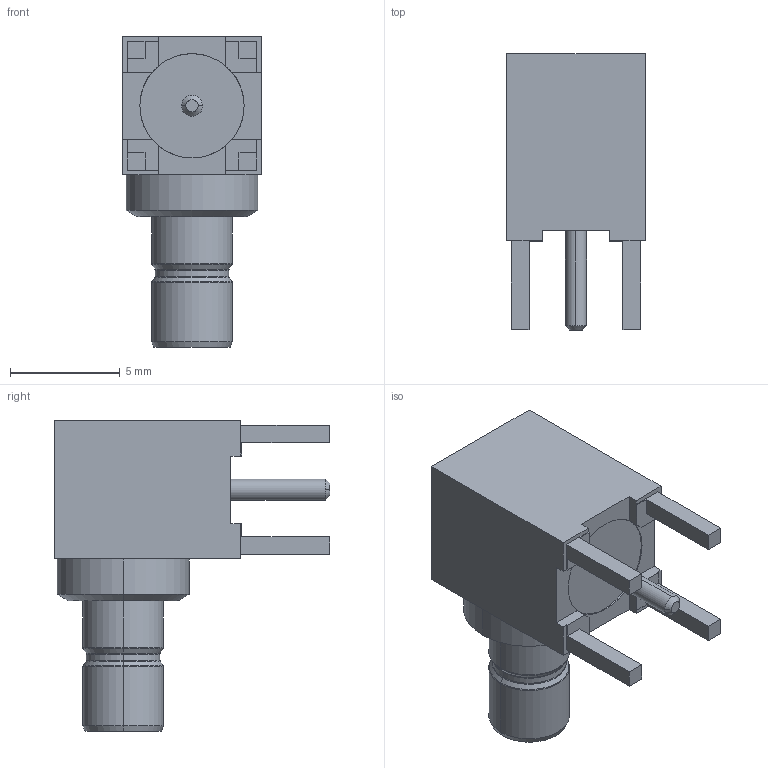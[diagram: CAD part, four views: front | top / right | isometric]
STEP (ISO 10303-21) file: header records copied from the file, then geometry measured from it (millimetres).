
FILE_DESCRIPTION (( 'STEP AP214' ), '1' );
FILE_NAME ('LCCN45878_3D.step', '2023-05-05T20:31:00', ( '' ), ( '' ), 'SwSTEP 2.0', 'SolidWorks 2022', '' );
FILE_SCHEMA (( 'AUTOMOTIVE_DESIGN' ));
Length unit declared in the file: millimetre
Products named in the file (1): LCCN45878_3D
Bounding box: 6.3 x 12.57 x 14.15 mm (x, y, z)
Volume: 439.3 mm3; surface area: 485.3 mm2
Topology: 1 solids, 1 shells, 95 faces, 234 edges, 148 vertices
Faces by surface type: plane 53, cylinder 18, cone 16, torus 8
Entity records: 2826 total; most frequent: DIRECTION 502, CARTESIAN_POINT 478, ORIENTED_EDGE 468, EDGE_CURVE 234, AXIS2_PLACEMENT_3D 172, VECTOR 158, LINE 158, VERTEX_POINT 148
